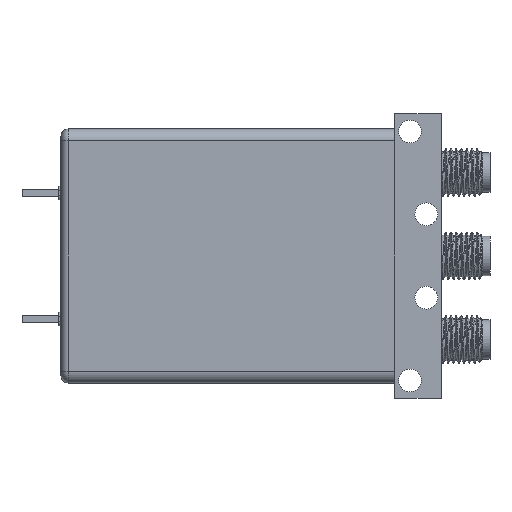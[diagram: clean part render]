
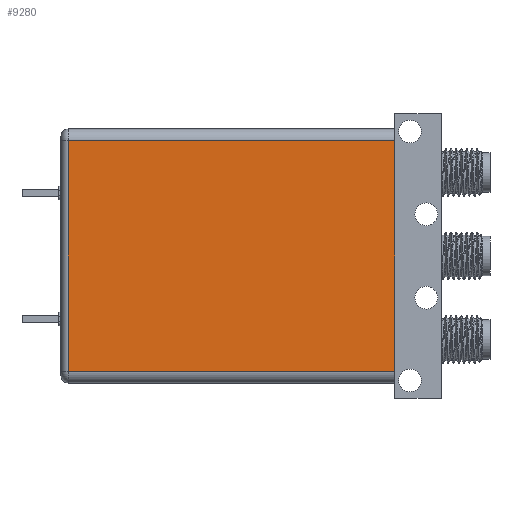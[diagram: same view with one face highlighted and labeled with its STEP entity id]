
A CAD part, left-side view. The second image highlights one B-rep face of the part: STEP entity #9280.
In plain terms, the highlighted face is planar.
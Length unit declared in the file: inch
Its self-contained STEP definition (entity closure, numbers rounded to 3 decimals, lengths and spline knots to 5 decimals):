
#168 = CARTESIAN_POINT ( 'NONE',  ( 0.608, 1.76, -0.25 ) ) ;
#2518 = VECTOR ( 'NONE', #2990, 39.37008 ) ;
#2990 = DIRECTION ( 'NONE',  ( 0., -1., 0. ) ) ;
#3735 = DIRECTION ( 'NONE',  ( 1., 0., 0. ) ) ;
#4980 = CARTESIAN_POINT ( 'NONE',  ( -0.608, 0., -0.25 ) ) ;
#5273 = EDGE_CURVE ( 'NONE', #21527, #17931, #22519, .T. ) ;
#7361 = ORIENTED_EDGE ( 'NONE', *, *, #27003, .T. ) ;
#7469 = EDGE_CURVE ( 'NONE', #20374, #21527, #10833, .T. ) ;
#9280 = ADVANCED_FACE ( 'NONE', ( #15897 ), #18709, .F. ) ;
#10833 = LINE ( 'NONE', #17855, #26854 ) ;
#10888 = EDGE_CURVE ( 'NONE', #25184, #20374, #29178, .T. ) ;
#11778 = VECTOR ( 'NONE', #13907, 39.37008 ) ;
#12977 = CARTESIAN_POINT ( 'NONE',  ( 0.608, 0., -0.25 ) ) ;
#13163 = CARTESIAN_POINT ( 'NONE',  ( -0.608, 1.76, -0.25 ) ) ;
#13907 = DIRECTION ( 'NONE',  ( 1., 0., 0. ) ) ;
#15497 = DIRECTION ( 'NONE',  ( 0., 1., 0. ) ) ;
#15578 = CARTESIAN_POINT ( 'NONE',  ( 0.67, 1.76, -0.25 ) ) ;
#15897 = FACE_OUTER_BOUND ( 'NONE', #24068, .T. ) ;
#15969 = DIRECTION ( 'NONE',  ( -1., 0., 0. ) ) ;
#17855 = CARTESIAN_POINT ( 'NONE',  ( 0.67, 0., -0.25 ) ) ;
#17931 = VERTEX_POINT ( 'NONE', #20984 ) ;
#18090 = DIRECTION ( 'NONE',  ( 0., 0., 1. ) ) ;
#18709 = PLANE ( 'NONE',  #25384 ) ;
#19181 = ORIENTED_EDGE ( 'NONE', *, *, #5273, .T. ) ;
#20374 = VERTEX_POINT ( 'NONE', #12977 ) ;
#20822 = ORIENTED_EDGE ( 'NONE', *, *, #7469, .T. ) ;
#20984 = CARTESIAN_POINT ( 'NONE',  ( -0.608, 1.72, -0.25 ) ) ;
#21397 = CARTESIAN_POINT ( 'NONE',  ( 0.67, 1.72, -0.25 ) ) ;
#21527 = VERTEX_POINT ( 'NONE', #4980 ) ;
#22519 = LINE ( 'NONE', #13163, #23504 ) ;
#23504 = VECTOR ( 'NONE', #15497, 39.37008 ) ;
#24068 = EDGE_LOOP ( 'NONE', ( #20822, #19181, #7361, #30058 ) ) ;
#24553 = CARTESIAN_POINT ( 'NONE',  ( 0.608, 1.72, -0.25 ) ) ;
#25184 = VERTEX_POINT ( 'NONE', #24553 ) ;
#25384 = AXIS2_PLACEMENT_3D ( 'NONE', #15578, #18090, #3735 ) ;
#26854 = VECTOR ( 'NONE', #15969, 39.37008 ) ;
#27003 = EDGE_CURVE ( 'NONE', #17931, #25184, #30599, .T. ) ;
#29178 = LINE ( 'NONE', #168, #2518 ) ;
#30058 = ORIENTED_EDGE ( 'NONE', *, *, #10888, .T. ) ;
#30599 = LINE ( 'NONE', #21397, #11778 ) ;
